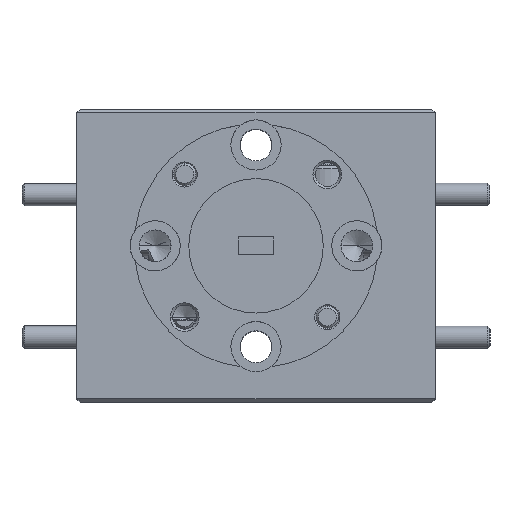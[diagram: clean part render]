
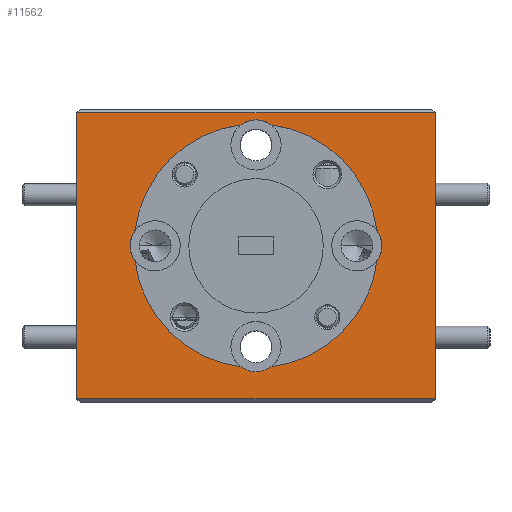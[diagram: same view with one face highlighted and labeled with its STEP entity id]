
A CAD part, top view. The second image highlights one B-rep face of the part: STEP entity #11562.
In plain terms, the highlighted planar face has unit normal (0, 0, 1).
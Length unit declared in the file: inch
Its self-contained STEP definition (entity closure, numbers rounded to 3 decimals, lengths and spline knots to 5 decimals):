
#194 = CARTESIAN_POINT ( 'NONE',  ( -1.72295, 0.42121, 0.93526 ) ) ;
#249 = EDGE_CURVE ( 'NONE', #12520, #5869, #8036, .T. ) ;
#502 = ORIENTED_EDGE ( 'NONE', *, *, #14333, .F. ) ;
#707 = DIRECTION ( 'NONE',  ( 1., 0., 0. ) ) ;
#793 = VERTEX_POINT ( 'NONE', #10278 ) ;
#961 = DIRECTION ( 'NONE',  ( -1., 0., 0. ) ) ;
#1103 = ORIENTED_EDGE ( 'NONE', *, *, #11348, .T. ) ;
#1277 = DIRECTION ( 'NONE',  ( 1., 0., 0. ) ) ;
#1360 = CIRCLE ( 'NONE', #3217, 0.34 ) ;
#1393 = ORIENTED_EDGE ( 'NONE', *, *, #249, .F. ) ;
#1408 = EDGE_CURVE ( 'NONE', #9939, #7825, #2358, .T. ) ;
#1461 = VERTEX_POINT ( 'NONE', #6400 ) ;
#1684 = CIRCLE ( 'NONE', #10322, 0.34 ) ;
#1867 = CARTESIAN_POINT ( 'NONE',  ( -1.10427, 0.46298, 0.93526 ) ) ;
#1892 = DIRECTION ( 'NONE',  ( 0., 0., 1. ) ) ;
#1920 = CARTESIAN_POINT ( 'NONE',  ( -1.34376, 0.12556, 0.93526 ) ) ;
#2123 = CARTESIAN_POINT ( 'NONE',  ( -1.38552, 0.46298, 0.93526 ) ) ;
#2313 = CARTESIAN_POINT ( 'NONE',  ( -1.34376, 0.80041, 0.93526 ) ) ;
#2358 = CIRCLE ( 'NONE', #10525, 0.07 ) ;
#2455 = CARTESIAN_POINT ( 'NONE',  ( -0.88552, 0.03698, 0.93526 ) ) ;
#2549 = CARTESIAN_POINT ( 'NONE',  ( -1.38552, 0.74423, 0.93526 ) ) ;
#2962 = DIRECTION ( 'NONE',  ( 0., 0., 1. ) ) ;
#2971 = CARTESIAN_POINT ( 'NONE',  ( -1.72295, 0.50475, 0.93526 ) ) ;
#2994 = ORIENTED_EDGE ( 'NONE', *, *, #8533, .F. ) ;
#3152 = CARTESIAN_POINT ( 'NONE',  ( -1.66677, 0.46298, 0.93526 ) ) ;
#3192 = ORIENTED_EDGE ( 'NONE', *, *, #1408, .F. ) ;
#3200 = VECTOR ( 'NONE', #9319, 39.37008 ) ;
#3217 = AXIS2_PLACEMENT_3D ( 'NONE', #2123, #1892, #11016 ) ;
#3423 = CARTESIAN_POINT ( 'NONE',  ( -1.42729, 0.12556, 0.93526 ) ) ;
#3499 = CARTESIAN_POINT ( 'NONE',  ( -0.88552, 0.83398, 0.93526 ) ) ;
#3682 = VERTEX_POINT ( 'NONE', #3423 ) ;
#3684 = AXIS2_PLACEMENT_3D ( 'NONE', #5233, #11856, #13999 ) ;
#3683 = CARTESIAN_POINT ( 'NONE',  ( -1.38552, 0.46298, 0.93526 ) ) ;
#4174 = AXIS2_PLACEMENT_3D ( 'NONE', #11277, #6916, #1277 ) ;
#4237 = VERTEX_POINT ( 'NONE', #194 ) ;
#4276 = LINE ( 'NONE', #7430, #4371 ) ;
#4371 = VECTOR ( 'NONE', #7642, 39.37008 ) ;
#4489 = CIRCLE ( 'NONE', #11251, 0.34 ) ;
#4682 = CARTESIAN_POINT ( 'NONE',  ( -0.88552, 0.84398, 0.93526 ) ) ;
#4760 = AXIS2_PLACEMENT_3D ( 'NONE', #9384, #11502, #8422 ) ;
#4778 = DIRECTION ( 'NONE',  ( 1., 0., 0. ) ) ;
#4809 = DIRECTION ( 'NONE',  ( 1., 0., 0. ) ) ;
#5162 = FACE_BOUND ( 'NONE', #13039, .T. ) ;
#5168 = DIRECTION ( 'NONE',  ( 0., 0., 1. ) ) ;
#5233 = CARTESIAN_POINT ( 'NONE',  ( -1.38552, 0.18173, 0.93526 ) ) ;
#5293 = CARTESIAN_POINT ( 'NONE',  ( -1.03427, 0.46298, 0.93526 ) ) ;
#5539 = CIRCLE ( 'NONE', #8329, 0.07 ) ;
#5555 = CIRCLE ( 'NONE', #6956, 0.07 ) ;
#5663 = ORIENTED_EDGE ( 'NONE', *, *, #9970, .F. ) ;
#5760 = CARTESIAN_POINT ( 'NONE',  ( -1.88552, 0.83398, 0.93526 ) ) ;
#5869 = VERTEX_POINT ( 'NONE', #2455 ) ;
#6022 = CARTESIAN_POINT ( 'NONE',  ( -1.38552, 0.46298, 0.93526 ) ) ;
#6028 = AXIS2_PLACEMENT_3D ( 'NONE', #7700, #12127, #961 ) ;
#6126 = VERTEX_POINT ( 'NONE', #13311 ) ;
#6300 = VERTEX_POINT ( 'NONE', #2971 ) ;
#6400 = CARTESIAN_POINT ( 'NONE',  ( -1.0481, 0.42121, 0.93526 ) ) ;
#6440 = DIRECTION ( 'NONE',  ( 0., 0., 1. ) ) ;
#6672 = VERTEX_POINT ( 'NONE', #5293 ) ;
#6745 = FACE_OUTER_BOUND ( 'NONE', #13021, .T. ) ;
#6916 = DIRECTION ( 'NONE',  ( 0., 0., 1. ) ) ;
#6956 = AXIS2_PLACEMENT_3D ( 'NONE', #13040, #2962, #707 ) ;
#7152 = EDGE_CURVE ( 'NONE', #6672, #13799, #5539, .T. ) ;
#7167 = EDGE_CURVE ( 'NONE', #793, #11846, #4276, .T. ) ;
#7214 = EDGE_CURVE ( 'NONE', #3682, #10095, #9958, .T. ) ;
#7430 = CARTESIAN_POINT ( 'NONE',  ( -1.88552, 0.84398, 0.93526 ) ) ;
#7468 = DIRECTION ( 'NONE',  ( 1., 0., 0. ) ) ;
#7549 = DIRECTION ( 'NONE',  ( 1., 0., 0. ) ) ;
#7642 = DIRECTION ( 'NONE',  ( 0., -1., 0. ) ) ;
#7695 = AXIS2_PLACEMENT_3D ( 'NONE', #3152, #12940, #7549 ) ;
#7700 = CARTESIAN_POINT ( 'NONE',  ( -0.88552, 0.84398, 0.93526 ) ) ;
#7744 = ORIENTED_EDGE ( 'NONE', *, *, #7214, .F. ) ;
#7748 = ORIENTED_EDGE ( 'NONE', *, *, #9290, .F. ) ;
#7825 = VERTEX_POINT ( 'NONE', #11317 ) ;
#8026 = DIRECTION ( 'NONE',  ( 0., 0., 1. ) ) ;
#8036 = LINE ( 'NONE', #4682, #12891 ) ;
#8273 = DIRECTION ( 'NONE',  ( 0., 0., 1. ) ) ;
#8329 = AXIS2_PLACEMENT_3D ( 'NONE', #1867, #5168, #11993 ) ;
#8422 = DIRECTION ( 'NONE',  ( 1., 0., 0. ) ) ;
#8533 = EDGE_CURVE ( 'NONE', #1461, #6672, #5555, .T. ) ;
#8593 = ORIENTED_EDGE ( 'NONE', *, *, #14110, .F. ) ;
#8828 = CIRCLE ( 'NONE', #4174, 0.07 ) ;
#9178 = EDGE_CURVE ( 'NONE', #7825, #6300, #1684, .T. ) ;
#9290 = EDGE_CURVE ( 'NONE', #13799, #9939, #4489, .T. ) ;
#9319 = DIRECTION ( 'NONE',  ( 1., 0., 0. ) ) ;
#9384 = CARTESIAN_POINT ( 'NONE',  ( -1.38552, 0.46298, 0.93526 ) ) ;
#9599 = PLANE ( 'NONE',  #6028 ) ;
#9670 = ORIENTED_EDGE ( 'NONE', *, *, #9178, .F. ) ;
#9731 = ORIENTED_EDGE ( 'NONE', *, *, #7167, .T. ) ;
#9741 = ORIENTED_EDGE ( 'NONE', *, *, #7152, .F. ) ;
#9804 = EDGE_CURVE ( 'NONE', #12520, #793, #12300, .T. ) ;
#9939 = VERTEX_POINT ( 'NONE', #2313 ) ;
#9958 = CIRCLE ( 'NONE', #3684, 0.07 ) ;
#9970 = EDGE_CURVE ( 'NONE', #4237, #3682, #13608, .T. ) ;
#10095 = VERTEX_POINT ( 'NONE', #1920 ) ;
#10278 = CARTESIAN_POINT ( 'NONE',  ( -1.88552, 0.83398, 0.93526 ) ) ;
#10322 = AXIS2_PLACEMENT_3D ( 'NONE', #3683, #8273, #4778 ) ;
#10525 = AXIS2_PLACEMENT_3D ( 'NONE', #2549, #8026, #4809 ) ;
#10635 = CARTESIAN_POINT ( 'NONE',  ( -0.88552, 0.03698, 0.93526 ) ) ;
#11016 = DIRECTION ( 'NONE',  ( 1., 0., 0. ) ) ;
#11251 = AXIS2_PLACEMENT_3D ( 'NONE', #6022, #6440, #7468 ) ;
#11277 = CARTESIAN_POINT ( 'NONE',  ( -1.66677, 0.46298, 0.93526 ) ) ;
#11317 = CARTESIAN_POINT ( 'NONE',  ( -1.42729, 0.80041, 0.93526 ) ) ;
#11348 = EDGE_CURVE ( 'NONE', #11846, #5869, #13712, .T. ) ;
#11502 = DIRECTION ( 'NONE',  ( 0., 0., 1. ) ) ;
#11562 = ADVANCED_FACE ( 'NONE', ( #6745, #5162 ), #9599, .F. ) ;
#11846 = VERTEX_POINT ( 'NONE', #14023 ) ;
#11856 = DIRECTION ( 'NONE',  ( 0., 0., 1. ) ) ;
#11932 = EDGE_CURVE ( 'NONE', #10095, #1461, #1360, .T. ) ;
#11993 = DIRECTION ( 'NONE',  ( 1., 0., 0. ) ) ;
#12127 = DIRECTION ( 'NONE',  ( 0., 0., -1. ) ) ;
#12149 = ORIENTED_EDGE ( 'NONE', *, *, #11932, .F. ) ;
#12300 = LINE ( 'NONE', #5760, #12889 ) ;
#12445 = ORIENTED_EDGE ( 'NONE', *, *, #9804, .T. ) ;
#12520 = VERTEX_POINT ( 'NONE', #3499 ) ;
#12824 = CARTESIAN_POINT ( 'NONE',  ( -1.0481, 0.50475, 0.93526 ) ) ;
#12889 = VECTOR ( 'NONE', #13408, 39.37008 ) ;
#12891 = VECTOR ( 'NONE', #13583, 39.37008 ) ;
#12940 = DIRECTION ( 'NONE',  ( 0., 0., 1. ) ) ;
#13021 = EDGE_LOOP ( 'NONE', ( #1103, #1393, #12445, #9731 ) ) ;
#13039 = EDGE_LOOP ( 'NONE', ( #2994, #12149, #7744, #5663, #502, #8593, #9670, #3192, #7748, #9741 ) ) ;
#13040 = CARTESIAN_POINT ( 'NONE',  ( -1.10427, 0.46298, 0.93526 ) ) ;
#13311 = CARTESIAN_POINT ( 'NONE',  ( -1.73677, 0.46298, 0.93526 ) ) ;
#13408 = DIRECTION ( 'NONE',  ( -1., 0., 0. ) ) ;
#13518 = CIRCLE ( 'NONE', #7695, 0.07 ) ;
#13583 = DIRECTION ( 'NONE',  ( 0., -1., 0. ) ) ;
#13608 = CIRCLE ( 'NONE', #4760, 0.34 ) ;
#13712 = LINE ( 'NONE', #10635, #3200 ) ;
#13799 = VERTEX_POINT ( 'NONE', #12824 ) ;
#13999 = DIRECTION ( 'NONE',  ( 1., 0., 0. ) ) ;
#14023 = CARTESIAN_POINT ( 'NONE',  ( -1.88552, 0.03698, 0.93526 ) ) ;
#14110 = EDGE_CURVE ( 'NONE', #6300, #6126, #8828, .T. ) ;
#14333 = EDGE_CURVE ( 'NONE', #6126, #4237, #13518, .T. ) ;
